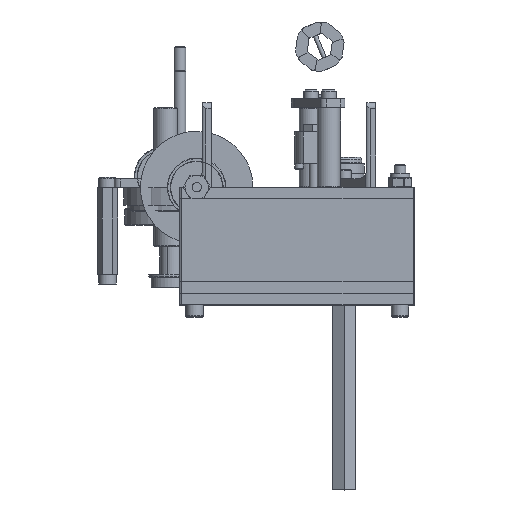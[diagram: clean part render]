
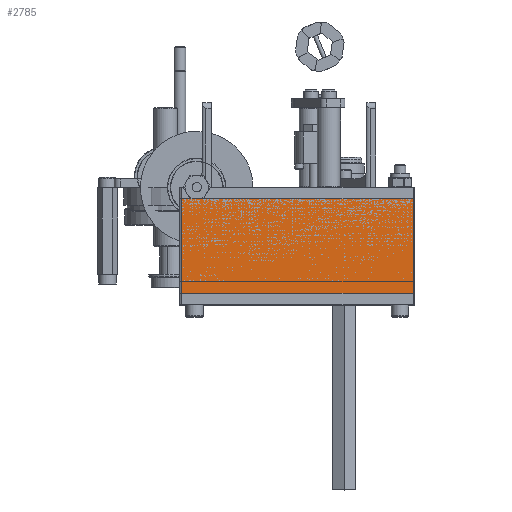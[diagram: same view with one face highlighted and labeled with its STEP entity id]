
A CAD part, top view. The second image highlights one B-rep face of the part: STEP entity #2785.
In plain terms, the highlighted face is planar.
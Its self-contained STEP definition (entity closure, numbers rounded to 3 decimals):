
#2785 = ADVANCED_FACE( '', ( #4123 ), #4124, .T. );
#4123 = FACE_OUTER_BOUND( '', #5852, .T. );
#4124 = PLANE( '', #5853 );
#5852 = EDGE_LOOP( '', ( #9545, #9546, #9547, #9548 ) );
#5853 = AXIS2_PLACEMENT_3D( '', #9549, #9550, #9551 );
#9545 = ORIENTED_EDGE( '', *, *, #12038, .F. );
#9546 = ORIENTED_EDGE( '', *, *, #12039, .T. );
#9547 = ORIENTED_EDGE( '', *, *, #12026, .T. );
#9548 = ORIENTED_EDGE( '', *, *, #12040, .T. );
#9549 = CARTESIAN_POINT( '', ( 0., -50.978, 0. ) );
#9550 = DIRECTION( '', ( -1., 0., 0. ) );
#9551 = DIRECTION( '', ( 0., 0., 1. ) );
#12026 = EDGE_CURVE( '', #13913, #13914, #13915, .T. );
#12038 = EDGE_CURVE( '', #13937, #13938, #13939, .T. );
#12039 = EDGE_CURVE( '', #13937, #13913, #13940, .F. );
#12040 = EDGE_CURVE( '', #13914, #13938, #13941, .T. );
#13913 = VERTEX_POINT( '', #16922 );
#13914 = VERTEX_POINT( '', #16923 );
#13915 = LINE( '', #16924, #16925 );
#13937 = VERTEX_POINT( '', #16954 );
#13938 = VERTEX_POINT( '', #16955 );
#13939 = LINE( '', #16956, #16957 );
#13940 = LINE( '', #16958, #16959 );
#13941 = LINE( '', #16960, #16961 );
#16922 = CARTESIAN_POINT( '', ( 0., -50.978, 0.762 ) );
#16923 = CARTESIAN_POINT( '', ( 0., -50.978, 126.238 ) );
#16924 = CARTESIAN_POINT( '', ( 0., -50.978, 0. ) );
#16925 = VECTOR( '', #19599, 1000. );
#16954 = CARTESIAN_POINT( '', ( 0., 0., 0.762 ) );
#16955 = CARTESIAN_POINT( '', ( 0., 0., 126.238 ) );
#16956 = CARTESIAN_POINT( '', ( 0., 0., 0. ) );
#16957 = VECTOR( '', #19619, 1000. );
#16958 = CARTESIAN_POINT( '', ( 0., -50.978, 0.762 ) );
#16959 = VECTOR( '', #19620, 1000. );
#16960 = CARTESIAN_POINT( '', ( 0., -50.978, 126.238 ) );
#16961 = VECTOR( '', #19621, 1000. );
#19599 = DIRECTION( '', ( 0., 0., 1. ) );
#19619 = DIRECTION( '', ( 0., 0., 1. ) );
#19620 = DIRECTION( '', ( 0., 1., 0. ) );
#19621 = DIRECTION( '', ( 0., 1., 0. ) );
